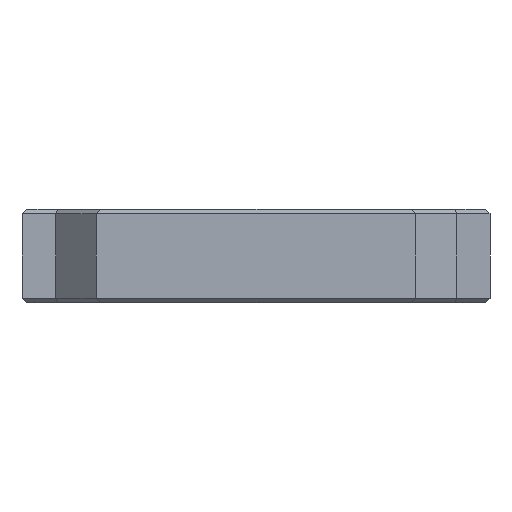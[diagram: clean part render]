
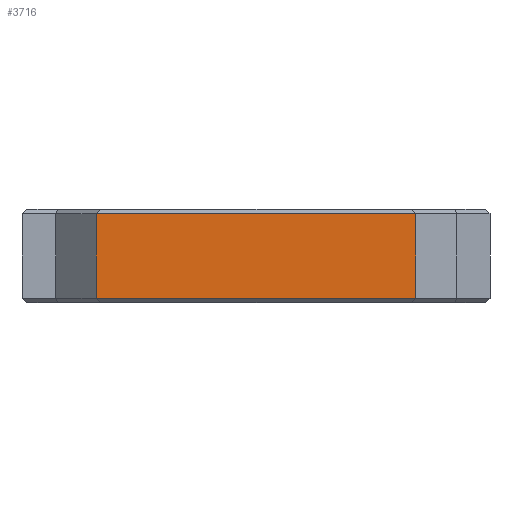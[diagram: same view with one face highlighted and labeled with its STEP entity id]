
A CAD part, left-side view. The second image highlights one B-rep face of the part: STEP entity #3716.
In plain terms, the highlighted planar face has unit normal (-1, 0, 0).
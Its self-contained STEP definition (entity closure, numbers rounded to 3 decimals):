
#324=FACE_OUTER_BOUND('',#542,.T.);
#542=EDGE_LOOP('',(#3265,#3266,#3267,#3268));
#949=LINE('',#6142,#1395);
#974=LINE('',#6192,#1420);
#976=LINE('',#6196,#1422);
#977=LINE('',#6197,#1423);
#1395=VECTOR('',#4574,10.);
#1420=VECTOR('',#4625,10.);
#1422=VECTOR('',#4629,10.);
#1423=VECTOR('',#4630,10.);
#1777=VERTEX_POINT('',#6137);
#1778=VERTEX_POINT('',#6141);
#1790=VERTEX_POINT('',#6191);
#1791=VERTEX_POINT('',#6195);
#2261=EDGE_CURVE('',#1777,#1778,#949,.T.);
#2286=EDGE_CURVE('',#1778,#1790,#974,.T.);
#2288=EDGE_CURVE('',#1777,#1791,#976,.T.);
#2289=EDGE_CURVE('',#1790,#1791,#977,.T.);
#3265=ORIENTED_EDGE('',*,*,#2261,.F.);
#3266=ORIENTED_EDGE('',*,*,#2288,.T.);
#3267=ORIENTED_EDGE('',*,*,#2289,.F.);
#3268=ORIENTED_EDGE('',*,*,#2286,.F.);
#3514=PLANE('',#3907);
#3716=ADVANCED_FACE('',(#324),#3514,.T.);
#3907=AXIS2_PLACEMENT_3D('',#6194,#4627,#4628);
#4574=DIRECTION('',(0.,1.,0.));
#4625=DIRECTION('',(0.,0.,1.));
#4627=DIRECTION('center_axis',(-1.,0.,0.));
#4628=DIRECTION('ref_axis',(0.,1.,0.));
#4629=DIRECTION('',(0.,0.,1.));
#4630=DIRECTION('',(0.,-1.,0.));
#6137=CARTESIAN_POINT('',(-60.33,3.93,12.5));
#6141=CARTESIAN_POINT('',(-60.33,37.93,12.5));
#6142=CARTESIAN_POINT('',(-60.33,12.53,12.5));
#6191=CARTESIAN_POINT('',(-60.33,37.93,21.5));
#6192=CARTESIAN_POINT('',(-60.33,37.93,12.));
#6194=CARTESIAN_POINT('Origin',(-60.33,4.13,22.));
#6195=CARTESIAN_POINT('',(-60.33,3.93,21.5));
#6196=CARTESIAN_POINT('',(-60.33,3.93,12.));
#6197=CARTESIAN_POINT('',(-60.33,12.53,21.5));
